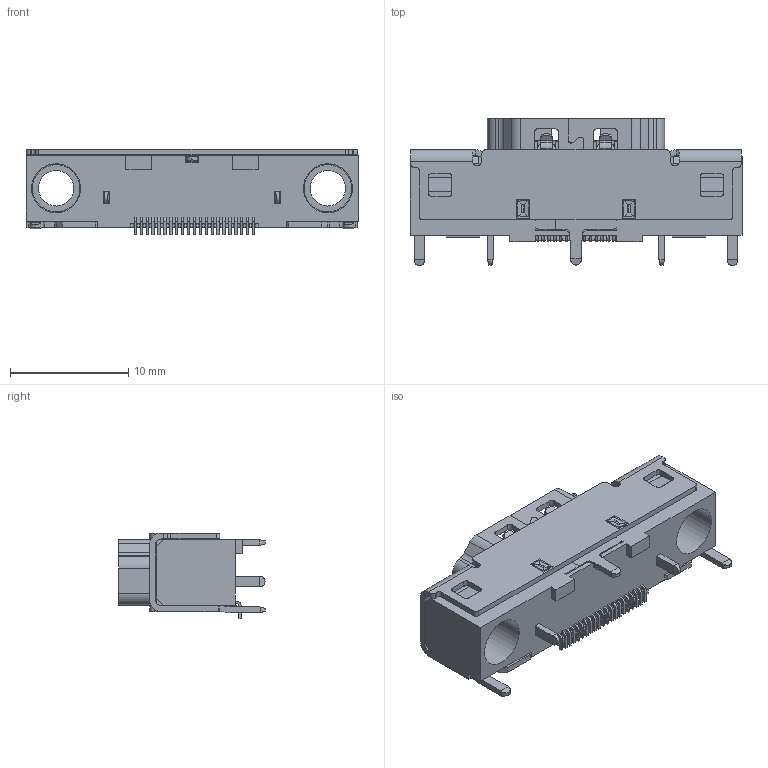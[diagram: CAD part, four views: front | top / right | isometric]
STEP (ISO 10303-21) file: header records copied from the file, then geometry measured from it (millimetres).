
FILE_DESCRIPTION (( 'STEP AP214' ), '1' );
FILE_NAME ('10078837-001LF.STEP', '2023-05-25T12:10:05', ( '' ), ( '' ), 'SwSTEP 2.0', 'SolidWorks 2021', '' );
FILE_SCHEMA (( 'AUTOMOTIVE_DESIGN' ));
Length unit declared in the file: millimetre
Products named in the file (2): 10078837-001LF--3DModel-STEP-533217; 10078837-001LF
Assembly tree (1 placements, depth 2):
  10078837-001LF
    10078837-001LF--3DModel-STEP-533217
Bounding box: 28.1 x 12.43 x 7.28 mm (x, y, z)
Volume: 898.9 mm3; surface area: 2672.5 mm2
Topology: 1 solids, 1 shells, 1433 faces, 4027 edges, 2552 vertices
Faces by surface type: plane 977, cylinder 350, bspline 72, torus 20, cone 14
Entity records: 48211 total; most frequent: CARTESIAN_POINT 11320, ORIENTED_EDGE 8042, DIRECTION 7179, EDGE_CURVE 4021, VECTOR 3233, LINE 3233, VERTEX_POINT 2552, AXIS2_PLACEMENT_3D 1973
